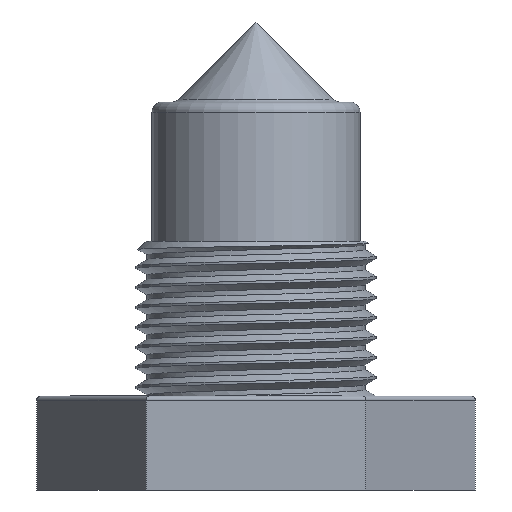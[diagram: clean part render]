
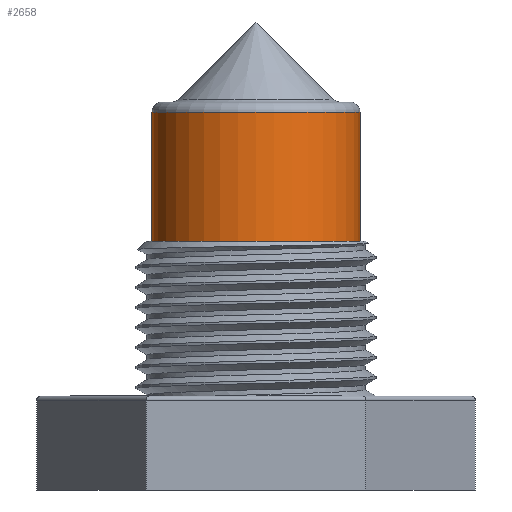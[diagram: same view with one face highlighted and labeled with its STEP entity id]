
A CAD part, front view. The second image highlights one B-rep face of the part: STEP entity #2658.
In plain terms, the highlighted cylindrical face has radius 5.2 mm (diameter 10.4 mm), a partial arc.
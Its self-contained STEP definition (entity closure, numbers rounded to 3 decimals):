
#69 = CYLINDRICAL_SURFACE ( 'NONE', #1266, 5.2 ) ;
#123 = EDGE_CURVE ( 'NONE', #2466, #2362, #703, .T. ) ;
#175 = VECTOR ( 'NONE', #1099, 1000. ) ;
#229 = CARTESIAN_POINT ( 'NONE',  ( 5.2, 0., 1.5 ) ) ;
#362 = VECTOR ( 'NONE', #2874, 1000. ) ;
#452 = DIRECTION ( 'NONE',  ( 0., 0., 1. ) ) ;
#540 = VERTEX_POINT ( 'NONE', #229 ) ;
#703 = LINE ( 'NONE', #854, #362 ) ;
#830 = ORIENTED_EDGE ( 'NONE', *, *, #976, .F. ) ;
#854 = CARTESIAN_POINT ( 'NONE',  ( -5.2, 0., 2. ) ) ;
#936 = DIRECTION ( 'NONE',  ( 0., 0., -1. ) ) ;
#976 = EDGE_CURVE ( 'NONE', #540, #1853, #1941, .T. ) ;
#1053 = AXIS2_PLACEMENT_3D ( 'NONE', #1254, #1219, #2112 ) ;
#1099 = DIRECTION ( 'NONE',  ( 0., 0., -1. ) ) ;
#1219 = DIRECTION ( 'NONE',  ( 0., 0., -1. ) ) ;
#1254 = CARTESIAN_POINT ( 'NONE',  ( 0., 0., 1.5 ) ) ;
#1266 = AXIS2_PLACEMENT_3D ( 'NONE', #2716, #936, #2506 ) ;
#1272 = ORIENTED_EDGE ( 'NONE', *, *, #123, .T. ) ;
#1518 = ORIENTED_EDGE ( 'NONE', *, *, #1966, .T. ) ;
#1630 = CIRCLE ( 'NONE', #2014, 5.2 ) ;
#1655 = CARTESIAN_POINT ( 'NONE',  ( -5.2, 0., -4.95 ) ) ;
#1842 = CARTESIAN_POINT ( 'NONE',  ( 0., 0., -4.95 ) ) ;
#1853 = VERTEX_POINT ( 'NONE', #1864 ) ;
#1864 = CARTESIAN_POINT ( 'NONE',  ( 5.2, 0., -4.95 ) ) ;
#1941 = LINE ( 'NONE', #2864, #175 ) ;
#1966 = EDGE_CURVE ( 'NONE', #540, #2466, #2149, .T. ) ;
#2014 = AXIS2_PLACEMENT_3D ( 'NONE', #1842, #452, #2697 ) ;
#2112 = DIRECTION ( 'NONE',  ( 1., 0., 0. ) ) ;
#2149 = CIRCLE ( 'NONE', #1053, 5.2 ) ;
#2209 = EDGE_LOOP ( 'NONE', ( #830, #1518, #1272, #2745 ) ) ;
#2362 = VERTEX_POINT ( 'NONE', #1655 ) ;
#2377 = EDGE_CURVE ( 'NONE', #2362, #1853, #1630, .T. ) ;
#2466 = VERTEX_POINT ( 'NONE', #2520 ) ;
#2506 = DIRECTION ( 'NONE',  ( -1., 0., 0. ) ) ;
#2520 = CARTESIAN_POINT ( 'NONE',  ( -5.2, 0., 1.5 ) ) ;
#2658 = ADVANCED_FACE ( 'NONE', ( #2776 ), #69, .T. ) ;
#2697 = DIRECTION ( 'NONE',  ( 1., 0., 0. ) ) ;
#2716 = CARTESIAN_POINT ( 'NONE',  ( 0., 0., 2. ) ) ;
#2745 = ORIENTED_EDGE ( 'NONE', *, *, #2377, .T. ) ;
#2776 = FACE_OUTER_BOUND ( 'NONE', #2209, .T. ) ;
#2864 = CARTESIAN_POINT ( 'NONE',  ( 5.2, 0., 2. ) ) ;
#2874 = DIRECTION ( 'NONE',  ( 0., 0., -1. ) ) ;
